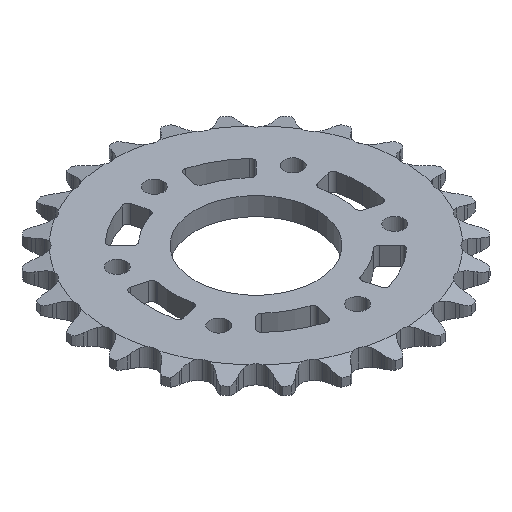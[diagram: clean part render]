
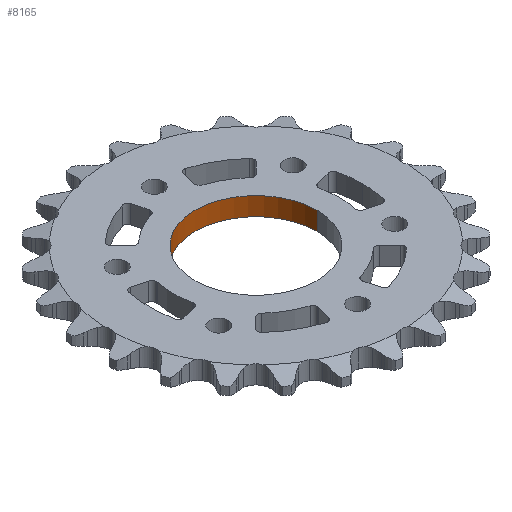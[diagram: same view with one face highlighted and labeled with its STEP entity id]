
A CAD part, isometric view. The second image highlights one B-rep face of the part: STEP entity #8165.
In plain terms, the highlighted cylindrical face has radius 14.3 mm (diameter 28.6 mm), a partial arc.
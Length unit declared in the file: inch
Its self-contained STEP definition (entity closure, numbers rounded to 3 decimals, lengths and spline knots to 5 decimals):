
#80 = VERTEX_POINT ( 'NONE', #11222 ) ;
#222 = VERTEX_POINT ( 'NONE', #1552 ) ;
#227 = VERTEX_POINT ( 'NONE', #1557 ) ;
#298 = ORIENTED_EDGE ( 'NONE', *, *, #2664, .T. ) ;
#299 = ORIENTED_EDGE ( 'NONE', *, *, #12149, .T. ) ;
#300 = ORIENTED_EDGE ( 'NONE', *, *, #1382, .T. ) ;
#301 = ORIENTED_EDGE ( 'NONE', *, *, #12148, .F. ) ;
#899 = CARTESIAN_POINT ( 'NONE',  ( -0.56299, 0., -0.0845 ) ) ;
#1382 = EDGE_CURVE ( 'NONE', #11939, #80, #6411, .T. ) ;
#1552 = CARTESIAN_POINT ( 'NONE',  ( 0.56299, 0., 0.0845 ) ) ;
#1557 = CARTESIAN_POINT ( 'NONE',  ( -0.56299, 0., 0.0845 ) ) ;
#2017 = FACE_OUTER_BOUND ( 'NONE', #11937, .T. ) ;
#2026 = CYLINDRICAL_SURFACE ( 'NONE', #5349, 0.56299 ) ;
#2664 = EDGE_CURVE ( 'NONE', #222, #227, #6540, .T. ) ;
#4428 = LINE ( 'NONE', #9162, #4430 ) ;
#4429 = LINE ( 'NONE', #9171, #4432 ) ;
#4430 = VECTOR ( 'NONE', #9161, 39.37008 ) ;
#4432 = VECTOR ( 'NONE', #9172, 39.37008 ) ;
#5349 = AXIS2_PLACEMENT_3D ( 'NONE', #7717, #7715, #7713 ) ;
#6001 = CARTESIAN_POINT ( 'NONE',  ( 0., 0., 0.0845 ) ) ;
#6002 = DIRECTION ( 'NONE',  ( 0., 0., 1. ) ) ;
#6003 = DIRECTION ( 'NONE',  ( 1., 0., 0. ) ) ;
#6411 = CIRCLE ( 'NONE', #9588, 0.56299 ) ;
#6540 = CIRCLE ( 'NONE', #9794, 0.56299 ) ;
#7713 = DIRECTION ( 'NONE',  ( 1., 0., 0. ) ) ;
#7715 = DIRECTION ( 'NONE',  ( 0., 0., 1. ) ) ;
#7717 = CARTESIAN_POINT ( 'NONE',  ( 0., 0., 0. ) ) ;
#8165 = ADVANCED_FACE ( 'NONE', ( #2017 ), #2026, .F. ) ;
#8643 = CARTESIAN_POINT ( 'NONE',  ( 0., 0., -0.0845 ) ) ;
#8644 = DIRECTION ( 'NONE',  ( 0., 0., -1. ) ) ;
#8645 = DIRECTION ( 'NONE',  ( -1., 0., 0. ) ) ;
#9161 = DIRECTION ( 'NONE',  ( 0., 0., 1. ) ) ;
#9162 = CARTESIAN_POINT ( 'NONE',  ( -0.56299, 0., 0. ) ) ;
#9171 = CARTESIAN_POINT ( 'NONE',  ( 0.56299, 0., 0. ) ) ;
#9172 = DIRECTION ( 'NONE',  ( 0., 0., 1. ) ) ;
#9588 = AXIS2_PLACEMENT_3D ( 'NONE', #8643, #8644, #8645 ) ;
#9794 = AXIS2_PLACEMENT_3D ( 'NONE', #6001, #6002, #6003 ) ;
#11222 = CARTESIAN_POINT ( 'NONE',  ( 0.56299, 0., -0.0845 ) ) ;
#11937 = EDGE_LOOP ( 'NONE', ( #301, #300, #299, #298 ) ) ;
#11939 = VERTEX_POINT ( 'NONE', #899 ) ;
#12148 = EDGE_CURVE ( 'NONE', #11939, #227, #4428, .T. ) ;
#12149 = EDGE_CURVE ( 'NONE', #80, #222, #4429, .T. ) ;
